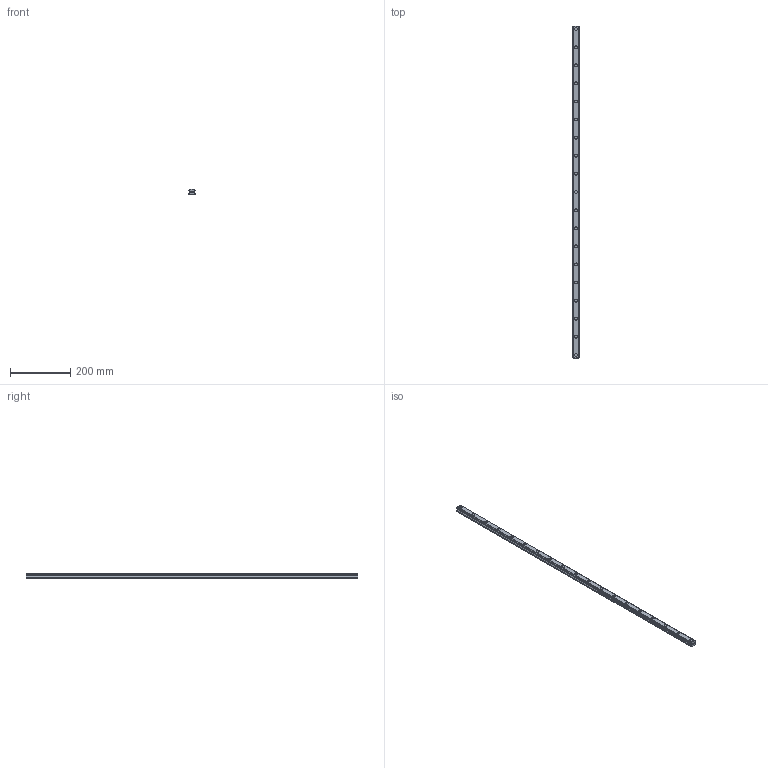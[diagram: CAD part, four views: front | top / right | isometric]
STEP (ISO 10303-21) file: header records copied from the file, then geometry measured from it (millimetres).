
FILE_DESCRIPTION(('STEP AP214'),'1');
FILE_NAME('cctmp_FDB99D60-A1C9-4916-8A28-7E4CBBC1DADA_2020_5_18_11_6_4_561..stp','2020-05-18T09:06:04',('HIWIN GmbH'),('CADClick - www.CADClick.com'),'Spatial InterOp 3D',' ','unknown authorization');
FILE_SCHEMA(('AUTOMOTIVE_DESIGN'));
Length unit declared in the file: millimetre
Products named in the file (1): HGR20R1100H_FILE
Bounding box: 20 x 1100 x 17.5 mm (x, y, z)
Volume: 313949.7 mm3; surface area: 93976.4 mm2
Topology: 1 solids, 1 shells, 278 faces, 645 edges, 430 vertices
Faces by surface type: plane 142, cylinder 136
Entity records: 10249 total; most frequent: DIRECTION 1475, CARTESIAN_POINT 1354, ORIENTED_EDGE 1290, EDGE_CURVE 645, AXIS2_PLACEMENT_3D 551, VERTEX_POINT 430, LINE 373, VECTOR 373
